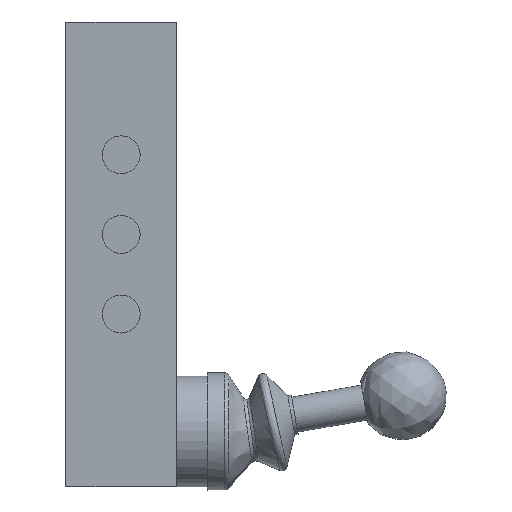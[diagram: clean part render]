
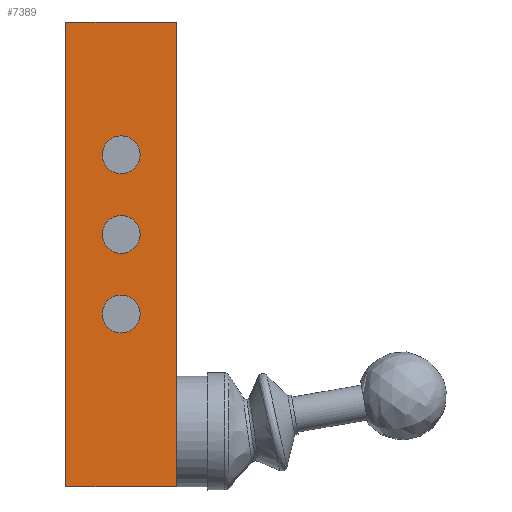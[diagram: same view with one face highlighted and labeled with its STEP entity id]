
A CAD part, front view. The second image highlights one B-rep face of the part: STEP entity #7389.
In plain terms, the highlighted planar face has unit normal (0, -1, 0).
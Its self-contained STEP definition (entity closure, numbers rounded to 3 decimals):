
#359 = CARTESIAN_POINT ( 'NONE',  ( 0., -20., 39. ) ) ;
#430 = CARTESIAN_POINT ( 'NONE',  ( 0., -20., 0. ) ) ;
#431 = DIRECTION ( 'NONE',  ( 1., 0., 0. ) ) ;
#437 = DIRECTION ( 'NONE',  ( 0., 1., 0. ) ) ;
#438 = DIRECTION ( 'NONE',  ( 0., 0., -1. ) ) ;
#448 = CARTESIAN_POINT ( 'NONE',  ( 0., -20., 57. ) ) ;
#449 = CARTESIAN_POINT ( 'NONE',  ( 0., -20., 105. ) ) ;
#450 = DIRECTION ( 'NONE',  ( 1., 0., 0. ) ) ;
#451 = CARTESIAN_POINT ( 'NONE',  ( 12.5, -20., 105. ) ) ;
#452 = CARTESIAN_POINT ( 'NONE',  ( 12.5, -20., 0. ) ) ;
#457 = CARTESIAN_POINT ( 'NONE',  ( 0., -20., 75. ) ) ;
#459 = CARTESIAN_POINT ( 'NONE',  ( -12.5, -20., 0. ) ) ;
#460 = DIRECTION ( 'NONE',  ( 0., 0., 1. ) ) ;
#461 = DIRECTION ( 'NONE',  ( 0., 1., 0. ) ) ;
#462 = DIRECTION ( 'NONE',  ( 0., 0., -1. ) ) ;
#463 = DIRECTION ( 'NONE',  ( 0., 1., 0. ) ) ;
#464 = DIRECTION ( 'NONE',  ( 0., 0., -1. ) ) ;
#3060 = PLANE ( 'NONE',  #9173 ) ;
#3063 = CARTESIAN_POINT ( 'NONE',  ( 12.5, -20., 0. ) ) ;
#3065 = DIRECTION ( 'NONE',  ( 0., -1., 0. ) ) ;
#3066 = DIRECTION ( 'NONE',  ( 0., 0., -1. ) ) ;
#3339 = CARTESIAN_POINT ( 'NONE',  ( 12.5, -20., 0. ) ) ;
#3340 = CARTESIAN_POINT ( 'NONE',  ( -12.5, -20., 0. ) ) ;
#3345 = CARTESIAN_POINT ( 'NONE',  ( 12.5, -20., 105. ) ) ;
#3346 = CARTESIAN_POINT ( 'NONE',  ( -12.5, -20., 105. ) ) ;
#6484 = VERTEX_POINT ( 'NONE', #6485 ) ;
#6485 = CARTESIAN_POINT ( 'NONE',  ( 0., -20., 34.717 ) ) ;
#6490 = VERTEX_POINT ( 'NONE', #6491 ) ;
#6491 = CARTESIAN_POINT ( 'NONE',  ( 0., -20., 70.717 ) ) ;
#6492 = VERTEX_POINT ( 'NONE', #6493 ) ;
#6493 = CARTESIAN_POINT ( 'NONE',  ( 0., -20., 52.717 ) ) ;
#6983 = ORIENTED_EDGE ( 'NONE', *, *, #7238, .F. ) ;
#6984 = ORIENTED_EDGE ( 'NONE', *, *, #7225, .T. ) ;
#6985 = ORIENTED_EDGE ( 'NONE', *, *, #7234, .F. ) ;
#6986 = ORIENTED_EDGE ( 'NONE', *, *, #7233, .F. ) ;
#6987 = ORIENTED_EDGE ( 'NONE', *, *, #7239, .T. ) ;
#6988 = ORIENTED_EDGE ( 'NONE', *, *, #7228, .T. ) ;
#6989 = ORIENTED_EDGE ( 'NONE', *, *, #7240, .T. ) ;
#7225 = EDGE_CURVE ( 'NONE', #7477, #7476, #10301, .T. ) ;
#7228 = EDGE_CURVE ( 'NONE', #6484, #6484, #10317, .T. ) ;
#7233 = EDGE_CURVE ( 'NONE', #7483, #7482, #10313, .T. ) ;
#7234 = EDGE_CURVE ( 'NONE', #7482, #7476, #11235, .T. ) ;
#7238 = EDGE_CURVE ( 'NONE', #7477, #7483, #10327, .T. ) ;
#7239 = EDGE_CURVE ( 'NONE', #6490, #6490, #10330, .T. ) ;
#7240 = EDGE_CURVE ( 'NONE', #6492, #6492, #10332, .T. ) ;
#7389 = ADVANCED_FACE ( 'NONE', ( #10557, #10561, #10563, #10565 ), #3060, .T. ) ;
#7476 = VERTEX_POINT ( 'NONE', #3339 ) ;
#7477 = VERTEX_POINT ( 'NONE', #3340 ) ;
#7482 = VERTEX_POINT ( 'NONE', #3345 ) ;
#7483 = VERTEX_POINT ( 'NONE', #3346 ) ;
#7979 = EDGE_LOOP ( 'NONE', ( #6983, #6984, #6985, #6986 ) ) ;
#7986 = EDGE_LOOP ( 'NONE', ( #6988 ) ) ;
#7989 = EDGE_LOOP ( 'NONE', ( #6987 ) ) ;
#7990 = EDGE_LOOP ( 'NONE', ( #6989 ) ) ;
#9119 = AXIS2_PLACEMENT_3D ( 'NONE', #457, #461, #462 ) ;
#9123 = AXIS2_PLACEMENT_3D ( 'NONE', #359, #437, #438 ) ;
#9126 = AXIS2_PLACEMENT_3D ( 'NONE', #448, #463, #464 ) ;
#9173 = AXIS2_PLACEMENT_3D ( 'NONE', #3063, #3065, #3066 ) ;
#10301 = LINE ( 'NONE', #430, #10310 ) ;
#10310 = VECTOR ( 'NONE', #431, 1000. ) ;
#10313 = LINE ( 'NONE', #449, #10321 ) ;
#10317 = CIRCLE ( 'NONE', #9123, 4.283 ) ;
#10321 = VECTOR ( 'NONE', #450, 1000. ) ;
#10327 = LINE ( 'NONE', #459, #10328 ) ;
#10328 = VECTOR ( 'NONE', #460, 1000. ) ;
#10330 = CIRCLE ( 'NONE', #9119, 4.283 ) ;
#10332 = CIRCLE ( 'NONE', #9126, 4.283 ) ;
#10557 = FACE_OUTER_BOUND ( 'NONE', #7979, .T. ) ;
#10561 = FACE_BOUND ( 'NONE', #7989, .T. ) ;
#10563 = FACE_BOUND ( 'NONE', #7986, .T. ) ;
#10565 = FACE_BOUND ( 'NONE', #7990, .T. ) ;
#11235 = B_SPLINE_CURVE_WITH_KNOTS ( 'NONE', 1,
 ( #451, #452 ),
 .UNSPECIFIED., .F., .F.,
 ( 2, 2 ),
 ( 0., 1. ),
 .UNSPECIFIED. ) ;
